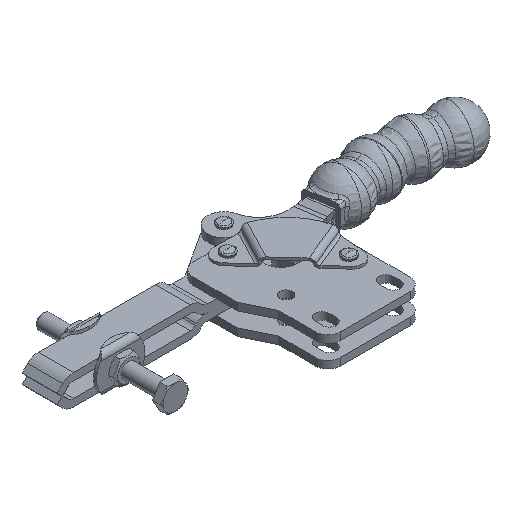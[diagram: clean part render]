
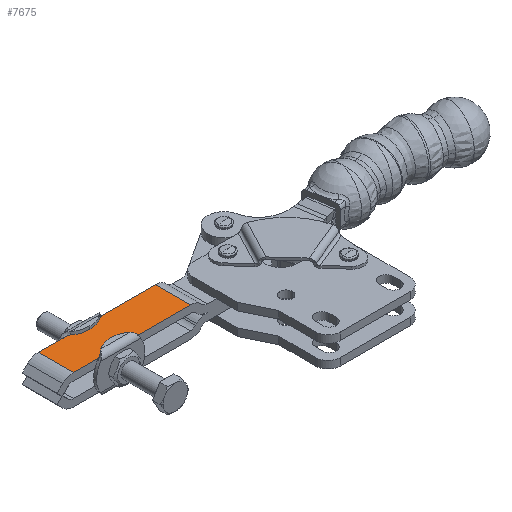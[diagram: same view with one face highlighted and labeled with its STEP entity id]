
A CAD part, isometric view. The second image highlights one B-rep face of the part: STEP entity #7675.
In plain terms, the highlighted planar face has unit normal (0, 0, 1).
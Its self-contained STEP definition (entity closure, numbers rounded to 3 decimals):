
#7421=CARTESIAN_POINT('',(-80.812,60.938,3.065));
#7422=VERTEX_POINT('',#7421);
#7430=CARTESIAN_POINT('',(-128.419,60.938,3.065));
#7431=VERTEX_POINT('',#7430);
#7432=CARTESIAN_POINT('',(-80.812,60.938,3.065));
#7433=DIRECTION('',(-1.0,0.0,0.0));
#7434=VECTOR('',#7433,47.607);
#7435=LINE('',#7432,#7434);
#7436=EDGE_CURVE('',#7422,#7431,#7435,.T.);
#7528=CARTESIAN_POINT('',(-80.812,75.188,3.065));
#7529=VERTEX_POINT('',#7528);
#7537=CARTESIAN_POINT('',(-80.812,60.938,3.065));
#7538=DIRECTION('',(0.0,1.0,0.0));
#7539=VECTOR('',#7538,14.25);
#7540=LINE('',#7537,#7539);
#7541=EDGE_CURVE('',#7422,#7529,#7540,.T.);
#7607=CARTESIAN_POINT('',(-128.419,75.188,3.065));
#7608=VERTEX_POINT('',#7607);
#7625=CARTESIAN_POINT('',(-128.419,75.188,3.065));
#7626=DIRECTION('',(0.0,-1.0,0.0));
#7627=VECTOR('',#7626,14.25);
#7628=LINE('',#7625,#7627);
#7629=EDGE_CURVE('',#7608,#7431,#7628,.T.);
#7659=CARTESIAN_POINT('',(-85.724,70.263,3.065));
#7660=DIRECTION('',(0.0,0.0,-1.0));
#7661=DIRECTION('',(-1.0,0.0,0.0));
#7662=AXIS2_PLACEMENT_3D('',#7659,#7660,#7661);
#7663=PLANE('',#7662);
#7664=ORIENTED_EDGE('',*,*,#7541,.T.);
#7665=CARTESIAN_POINT('',(-128.419,75.188,3.065));
#7666=DIRECTION('',(1.0,0.0,0.0));
#7667=VECTOR('',#7666,47.607);
#7668=LINE('',#7665,#7667);
#7669=EDGE_CURVE('',#7608,#7529,#7668,.T.);
#7670=ORIENTED_EDGE('',*,*,#7669,.F.);
#7671=ORIENTED_EDGE('',*,*,#7629,.T.);
#7672=ORIENTED_EDGE('',*,*,#7436,.F.);
#7673=EDGE_LOOP('',(#7664,#7670,#7671,#7672));
#7674=FACE_OUTER_BOUND('',#7673,.T.);
#7675=ADVANCED_FACE('',(#7674),#7663,.F.);
